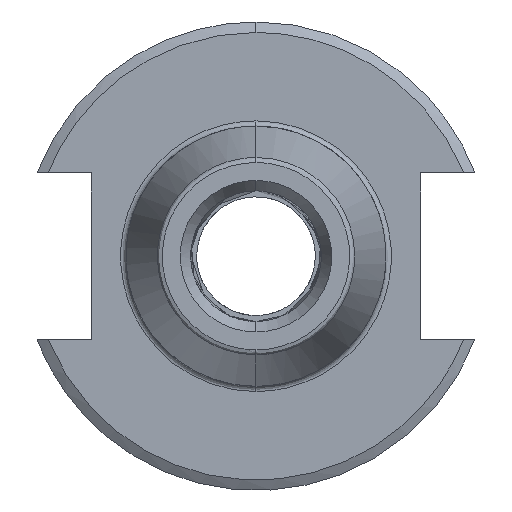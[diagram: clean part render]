
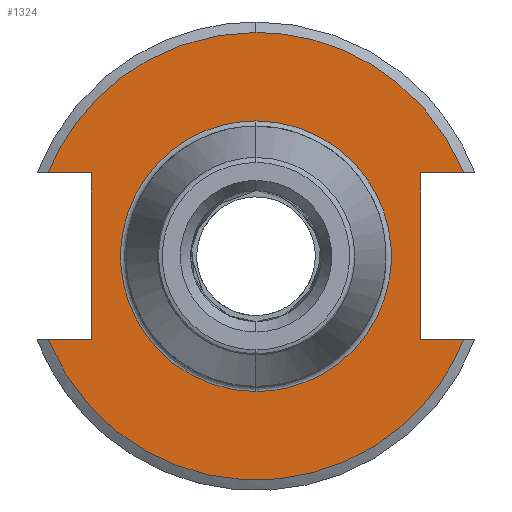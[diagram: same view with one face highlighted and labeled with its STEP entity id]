
A CAD part, front view. The second image highlights one B-rep face of the part: STEP entity #1324.
In plain terms, the highlighted free-form (B-spline) face has degree [1, 1] with [2, 2] control points.
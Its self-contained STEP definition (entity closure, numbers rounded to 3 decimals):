
#874 = EDGE_CURVE('',#875,#877,#879,.T.);
#875 = VERTEX_POINT('',#876);
#876 = CARTESIAN_POINT('',(0.,-11.627,29.939));
#877 = VERTEX_POINT('',#878);
#878 = CARTESIAN_POINT('',(-27.789,-11.627,
    11.14));
#879 = ( BOUNDED_CURVE() B_SPLINE_CURVE(2,(#880,#881,#882),
.UNSPECIFIED.,.F.,.F.) B_SPLINE_CURVE_WITH_KNOTS((3,3),(0.,
1.19),.PIECEWISE_BEZIER_KNOTS.) CURVE() 
GEOMETRIC_REPRESENTATION_ITEM() RATIONAL_B_SPLINE_CURVE((1.,
0.828,1.)) REPRESENTATION_ITEM('') );
#880 = CARTESIAN_POINT('',(0.,-11.627,29.939));
#881 = CARTESIAN_POINT('',(-20.253,-11.627,
    29.939));
#882 = CARTESIAN_POINT('',(-27.789,-11.627,
    11.14));
#917 = VERTEX_POINT('',#918);
#918 = CARTESIAN_POINT('',(0.,-11.627,18.103));
#937 = VERTEX_POINT('',#938);
#938 = CARTESIAN_POINT('',(0.,-11.627,
    -18.103));
#944 = EDGE_CURVE('',#937,#917,#945,.T.);
#945 = ( BOUNDED_CURVE() B_SPLINE_CURVE(2,(#946,#947,#948,#949,#950),
.UNSPECIFIED.,.F.,.F.) B_SPLINE_CURVE_WITH_KNOTS((3,2,3),(3.142,
4.712,6.283),.PIECEWISE_BEZIER_KNOTS.) CURVE() 
GEOMETRIC_REPRESENTATION_ITEM() RATIONAL_B_SPLINE_CURVE((1.,
0.707,1.,0.707,1.)) REPRESENTATION_ITEM('') );
#946 = CARTESIAN_POINT('',(0.,-11.627,
    -18.103));
#947 = CARTESIAN_POINT('',(-18.103,-11.627,
    -18.103));
#948 = CARTESIAN_POINT('',(-18.103,-11.627,
    0.));
#949 = CARTESIAN_POINT('',(-18.103,-11.627,
    18.103));
#950 = CARTESIAN_POINT('',(0.,-11.627,
    18.103));
#1324 = ADVANCED_FACE('',(#1325,#1336),#1395,.F.);
#1325 = FACE_BOUND('',#1326,.T.);
#1326 = EDGE_LOOP('',(#1327,#1335));
#1327 = ORIENTED_EDGE('',*,*,#1328,.T.);
#1328 = EDGE_CURVE('',#917,#937,#1329,.T.);
#1329 = ( BOUNDED_CURVE() B_SPLINE_CURVE(2,(#1330,#1331,#1332,#1333,
#1334),.UNSPECIFIED.,.F.,.F.) B_SPLINE_CURVE_WITH_KNOTS((3,2,3),(0.,
1.571,3.142),.PIECEWISE_BEZIER_KNOTS.) CURVE() 
GEOMETRIC_REPRESENTATION_ITEM() RATIONAL_B_SPLINE_CURVE((1.,
0.707,1.,0.707,1.)) REPRESENTATION_ITEM('') );
#1330 = CARTESIAN_POINT('',(0.,-11.627,18.103));
#1331 = CARTESIAN_POINT('',(18.103,-11.627,
    18.103));
#1332 = CARTESIAN_POINT('',(18.103,-11.627,
    0.));
#1333 = CARTESIAN_POINT('',(18.103,-11.627,
    -18.103));
#1334 = CARTESIAN_POINT('',(0.,-11.627,
    -18.103));
#1335 = ORIENTED_EDGE('',*,*,#944,.T.);
#1336 = FACE_BOUND('',#1337,.T.);
#1337 = EDGE_LOOP('',(#1338,#1347,#1355,#1362,#1369,#1376,#1382,#1383,
    #1390));
#1338 = ORIENTED_EDGE('',*,*,#1339,.F.);
#1339 = EDGE_CURVE('',#1340,#1342,#1344,.T.);
#1340 = VERTEX_POINT('',#1341);
#1341 = CARTESIAN_POINT('',(-27.789,-11.627,
    -11.14));
#1342 = VERTEX_POINT('',#1343);
#1343 = CARTESIAN_POINT('',(-22.019,-11.627,
    -11.14));
#1344 = B_SPLINE_CURVE_WITH_KNOTS('',1,(#1345,#1346),.UNSPECIFIED.,.F.,
  .F.,(2,2),(1.091,5.301),.PIECEWISE_BEZIER_KNOTS.);
#1345 = CARTESIAN_POINT('',(-27.789,-11.627,
    -11.14));
#1346 = CARTESIAN_POINT('',(-22.019,-11.627,
    -11.14));
#1347 = ORIENTED_EDGE('',*,*,#1348,.T.);
#1348 = EDGE_CURVE('',#1340,#1349,#1351,.T.);
#1349 = VERTEX_POINT('',#1350);
#1350 = CARTESIAN_POINT('',(27.789,-11.627,
    -11.14));
#1351 = ( BOUNDED_CURVE() B_SPLINE_CURVE(2,(#1352,#1353,#1354),
.UNSPECIFIED.,.F.,.F.) B_SPLINE_CURVE_WITH_KNOTS((3,3),(1.952,
4.331),.PIECEWISE_BEZIER_KNOTS.) CURVE() 
GEOMETRIC_REPRESENTATION_ITEM() RATIONAL_B_SPLINE_CURVE((1.,
0.372,1.)) REPRESENTATION_ITEM('') );
#1352 = CARTESIAN_POINT('',(-27.789,-11.627,
    -11.14));
#1353 = CARTESIAN_POINT('',(0.,-11.627,
    -80.461));
#1354 = CARTESIAN_POINT('',(27.789,-11.627,
    -11.14));
#1355 = ORIENTED_EDGE('',*,*,#1356,.F.);
#1356 = EDGE_CURVE('',#1357,#1349,#1359,.T.);
#1357 = VERTEX_POINT('',#1358);
#1358 = CARTESIAN_POINT('',(22.019,-11.627,
    -11.14));
#1359 = B_SPLINE_CURVE_WITH_KNOTS('',1,(#1360,#1361),.UNSPECIFIED.,.F.,
  .F.,(2,2),(-5.301,-1.091),.PIECEWISE_BEZIER_KNOTS.);
#1360 = CARTESIAN_POINT('',(22.019,-11.627,
    -11.14));
#1361 = CARTESIAN_POINT('',(27.789,-11.627,
    -11.14));
#1362 = ORIENTED_EDGE('',*,*,#1363,.F.);
#1363 = EDGE_CURVE('',#1364,#1357,#1366,.T.);
#1364 = VERTEX_POINT('',#1365);
#1365 = CARTESIAN_POINT('',(22.019,-11.627,
    11.14));
#1366 = B_SPLINE_CURVE_WITH_KNOTS('',1,(#1367,#1368),.UNSPECIFIED.,.F.,
  .F.,(2,2),(0.,16.256),.PIECEWISE_BEZIER_KNOTS.);
#1367 = CARTESIAN_POINT('',(22.019,-11.627,
    11.14));
#1368 = CARTESIAN_POINT('',(22.019,-11.627,
    -11.14));
#1369 = ORIENTED_EDGE('',*,*,#1370,.F.);
#1370 = EDGE_CURVE('',#1371,#1364,#1373,.T.);
#1371 = VERTEX_POINT('',#1372);
#1372 = CARTESIAN_POINT('',(27.789,-11.627,
    11.14));
#1373 = B_SPLINE_CURVE_WITH_KNOTS('',1,(#1374,#1375),.UNSPECIFIED.,.F.,
  .F.,(2,2),(1.091,5.301),.PIECEWISE_BEZIER_KNOTS.);
#1374 = CARTESIAN_POINT('',(27.789,-11.627,
    11.14));
#1375 = CARTESIAN_POINT('',(22.019,-11.627,
    11.14));
#1376 = ORIENTED_EDGE('',*,*,#1377,.T.);
#1377 = EDGE_CURVE('',#1371,#875,#1378,.T.);
#1378 = ( BOUNDED_CURVE() B_SPLINE_CURVE(2,(#1379,#1380,#1381),
.UNSPECIFIED.,.F.,.F.) B_SPLINE_CURVE_WITH_KNOTS((3,3),(5.094,
6.283),.PIECEWISE_BEZIER_KNOTS.) CURVE() 
GEOMETRIC_REPRESENTATION_ITEM() RATIONAL_B_SPLINE_CURVE((1.,
0.828,1.)) REPRESENTATION_ITEM('') );
#1379 = CARTESIAN_POINT('',(27.789,-11.627,
    11.14));
#1380 = CARTESIAN_POINT('',(20.253,-11.627,
    29.939));
#1381 = CARTESIAN_POINT('',(0.,-11.627,
    29.939));
#1382 = ORIENTED_EDGE('',*,*,#874,.T.);
#1383 = ORIENTED_EDGE('',*,*,#1384,.F.);
#1384 = EDGE_CURVE('',#1385,#877,#1387,.T.);
#1385 = VERTEX_POINT('',#1386);
#1386 = CARTESIAN_POINT('',(-22.019,-11.627,
    11.14));
#1387 = B_SPLINE_CURVE_WITH_KNOTS('',1,(#1388,#1389),.UNSPECIFIED.,.F.,
  .F.,(2,2),(-5.301,-1.091),.PIECEWISE_BEZIER_KNOTS.);
#1388 = CARTESIAN_POINT('',(-22.019,-11.627,
    11.14));
#1389 = CARTESIAN_POINT('',(-27.789,-11.627,
    11.14));
#1390 = ORIENTED_EDGE('',*,*,#1391,.F.);
#1391 = EDGE_CURVE('',#1342,#1385,#1392,.T.);
#1392 = B_SPLINE_CURVE_WITH_KNOTS('',1,(#1393,#1394),.UNSPECIFIED.,.F.,
  .F.,(2,2),(-16.256,0.),.PIECEWISE_BEZIER_KNOTS.);
#1393 = CARTESIAN_POINT('',(-22.019,-11.627,
    -11.14));
#1394 = CARTESIAN_POINT('',(-22.019,-11.627,
    11.14));
#1395 = B_SPLINE_SURFACE_WITH_KNOTS('',1,1,(
    (#1396,#1397)
    ,(#1398,#1399
    )),.UNSPECIFIED.,.F.,.F.,.F.,(2,2),(2,2),(-21.844,21.844),(
    -20.276,20.276),.PIECEWISE_BEZIER_KNOTS.);
#1396 = CARTESIAN_POINT('',(-27.789,-11.627,
    -29.939));
#1397 = CARTESIAN_POINT('',(27.789,-11.627,
    -29.939));
#1398 = CARTESIAN_POINT('',(-27.789,-11.627,
    29.939));
#1399 = CARTESIAN_POINT('',(27.789,-11.627,
    29.939));
